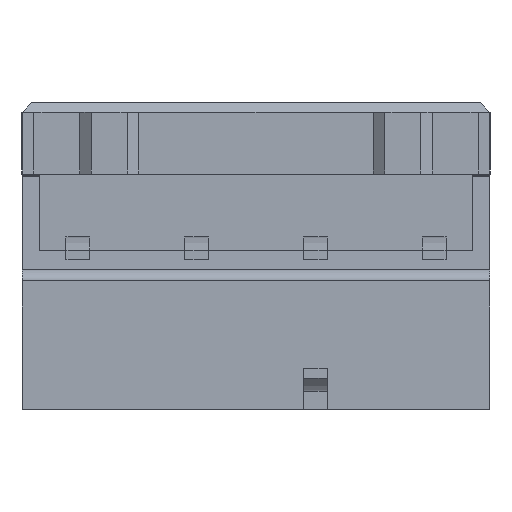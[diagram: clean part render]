
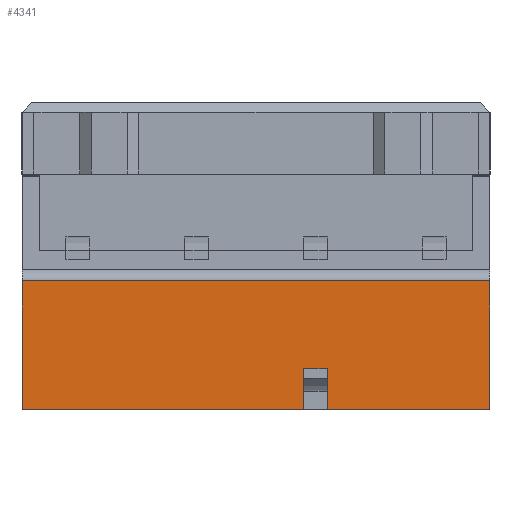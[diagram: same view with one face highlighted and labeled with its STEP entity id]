
A CAD part, front view. The second image highlights one B-rep face of the part: STEP entity #4341.
In plain terms, the highlighted face is planar.
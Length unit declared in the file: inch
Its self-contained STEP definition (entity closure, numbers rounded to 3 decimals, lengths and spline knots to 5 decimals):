
#820=ORIENTED_EDGE('',*,*,#1819,.F.);
#821=ORIENTED_EDGE('',*,*,#1820,.T.);
#822=ORIENTED_EDGE('',*,*,#1821,.T.);
#823=ORIENTED_EDGE('',*,*,#1822,.T.);
#824=ORIENTED_EDGE('',*,*,#1823,.F.);
#825=ORIENTED_EDGE('',*,*,#1656,.F.);
#826=ORIENTED_EDGE('',*,*,#1824,.T.);
#827=ORIENTED_EDGE('',*,*,#1473,.T.);
#1473=EDGE_CURVE('',#2107,#2106,#2528,.T.);
#1656=EDGE_CURVE('',#2268,#2269,#2677,.T.);
#1819=EDGE_CURVE('',#2349,#2106,#2805,.T.);
#1820=EDGE_CURVE('',#2349,#2350,#2806,.T.);
#1821=EDGE_CURVE('',#2350,#2351,#2807,.T.);
#1822=EDGE_CURVE('',#2351,#2352,#2808,.T.);
#1823=EDGE_CURVE('',#2269,#2352,#2809,.T.);
#1824=EDGE_CURVE('',#2268,#2107,#2810,.T.);
#2106=VERTEX_POINT('',#6100);
#2107=VERTEX_POINT('',#6102);
#2268=VERTEX_POINT('',#6460);
#2269=VERTEX_POINT('',#6462);
#2349=VERTEX_POINT('',#6786);
#2350=VERTEX_POINT('',#6788);
#2351=VERTEX_POINT('',#6790);
#2352=VERTEX_POINT('',#6792);
#2528=LINE('',#6101,#3071);
#2677=LINE('',#6461,#3220);
#2805=LINE('',#6785,#3348);
#2806=LINE('',#6787,#3349);
#2807=LINE('',#6789,#3350);
#2808=LINE('',#6791,#3351);
#2809=LINE('',#6793,#3352);
#2810=LINE('',#6794,#3353);
#3071=VECTOR('',#4883,39.37008);
#3220=VECTOR('',#5130,39.37008);
#3348=VECTOR('',#5490,39.37008);
#3349=VECTOR('',#5491,39.37008);
#3350=VECTOR('',#5492,39.37008);
#3351=VECTOR('',#5493,39.37008);
#3352=VECTOR('',#5494,39.37008);
#3353=VECTOR('',#5495,39.37008);
#3683=EDGE_LOOP('',(#820,#821,#822,#823,#824,#825,#826,#827));
#3916=FACE_BOUND('',#3683,.T.);
#4128=PLANE('',#4676);
#4341=ADVANCED_FACE('',(#3916),#4128,.F.);
#4676=AXIS2_PLACEMENT_3D('',#6784,#5488,#5489);
#4883=DIRECTION('',(0.,-1.,0.));
#5130=DIRECTION('',(0.,-1.,0.));
#5488=DIRECTION('',(0.,0.,-1.));
#5489=DIRECTION('',(0.,1.,0.));
#5490=DIRECTION('',(-1.,0.,0.));
#5491=DIRECTION('',(0.,1.,0.));
#5492=DIRECTION('',(1.,0.,0.));
#5493=DIRECTION('',(0.,-1.,0.));
#5494=DIRECTION('',(-1.,0.,0.));
#5495=DIRECTION('',(-1.,0.,0.));
#6100=CARTESIAN_POINT('',(-0.197,-0.108,0.174));
#6101=CARTESIAN_POINT('',(-0.197,0.,0.174));
#6102=CARTESIAN_POINT('',(-0.197,0.,0.174));
#6460=CARTESIAN_POINT('',(0.197,0.,0.174));
#6461=CARTESIAN_POINT('',(0.197,0.,0.174));
#6462=CARTESIAN_POINT('',(0.197,-0.108,0.174));
#6784=CARTESIAN_POINT('',(0.197,0.,0.174));
#6785=CARTESIAN_POINT('',(0.197,-0.108,0.174));
#6786=CARTESIAN_POINT('',(0.04,-0.108,0.174));
#6787=CARTESIAN_POINT('',(0.04,0.,0.174));
#6788=CARTESIAN_POINT('',(0.04,-0.08,0.174));
#6789=CARTESIAN_POINT('',(0.197,-0.08,0.174));
#6790=CARTESIAN_POINT('',(0.06,-0.08,0.174));
#6791=CARTESIAN_POINT('',(0.06,0.,0.174));
#6792=CARTESIAN_POINT('',(0.06,-0.108,0.174));
#6793=CARTESIAN_POINT('',(0.197,-0.108,0.174));
#6794=CARTESIAN_POINT('',(0.197,0.,0.174));
